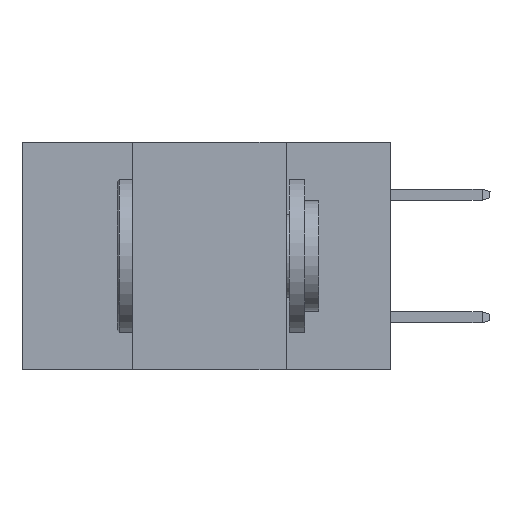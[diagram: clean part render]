
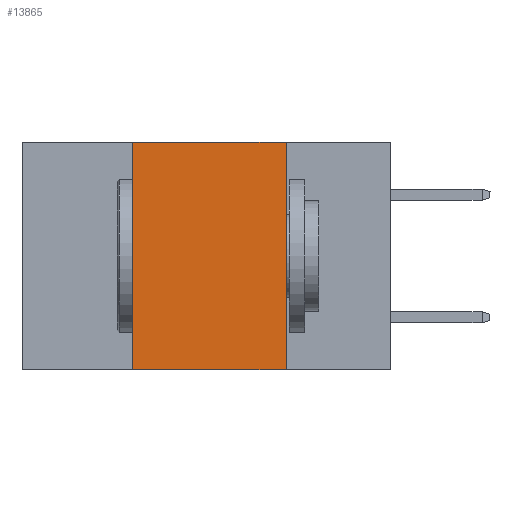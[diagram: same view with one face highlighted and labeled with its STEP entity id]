
A CAD part, left-side view. The second image highlights one B-rep face of the part: STEP entity #13865.
In plain terms, the highlighted planar face has unit normal (-1, 0, 0).
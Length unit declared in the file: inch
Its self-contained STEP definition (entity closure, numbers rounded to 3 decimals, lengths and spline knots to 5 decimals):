
#138 = LINE ( 'NONE', #12173, #15867 ) ;
#344 = VERTEX_POINT ( 'NONE', #17065 ) ;
#1280 = CARTESIAN_POINT ( 'NONE',  ( 0., 0.6, 0. ) ) ;
#2176 = DIRECTION ( 'NONE',  ( 0., -1., 0. ) ) ;
#2583 = VERTEX_POINT ( 'NONE', #10391 ) ;
#3227 = EDGE_CURVE ( 'NONE', #3984, #4973, #138, .T. ) ;
#3755 = EDGE_LOOP ( 'NONE', ( #13444, #13224, #16656, #15639 ) ) ;
#3984 = VERTEX_POINT ( 'NONE', #7350 ) ;
#4127 = DIRECTION ( 'NONE',  ( 0., -1., 0. ) ) ;
#4354 = CARTESIAN_POINT ( 'NONE',  ( 0., 0.6, 0. ) ) ;
#4580 = EDGE_CURVE ( 'NONE', #2583, #344, #12641, .T. ) ;
#4973 = VERTEX_POINT ( 'NONE', #11717 ) ;
#5759 = CARTESIAN_POINT ( 'NONE',  ( 0., 0.42, 0. ) ) ;
#7350 = CARTESIAN_POINT ( 'NONE',  ( 0., 0.17, 0. ) ) ;
#8409 = VECTOR ( 'NONE', #2176, 39.37008 ) ;
#8447 = AXIS2_PLACEMENT_3D ( 'NONE', #1280, #10791, #16249 ) ;
#8885 = CARTESIAN_POINT ( 'NONE',  ( 0., 0.6, -0.37 ) ) ;
#10391 = CARTESIAN_POINT ( 'NONE',  ( 0., 0.42, -0.37 ) ) ;
#10464 = VECTOR ( 'NONE', #4127, 39.37008 ) ;
#10791 = DIRECTION ( 'NONE',  ( 1., 0., 0. ) ) ;
#10852 = FACE_OUTER_BOUND ( 'NONE', #3755, .T. ) ;
#10882 = LINE ( 'NONE', #4354, #10464 ) ;
#11717 = CARTESIAN_POINT ( 'NONE',  ( 0., 0.17, -0.37 ) ) ;
#12173 = CARTESIAN_POINT ( 'NONE',  ( 0., 0.17, 0. ) ) ;
#12641 = LINE ( 'NONE', #5759, #13926 ) ;
#13224 = ORIENTED_EDGE ( 'NONE', *, *, #13280, .F. ) ;
#13280 = EDGE_CURVE ( 'NONE', #344, #3984, #10882, .T. ) ;
#13444 = ORIENTED_EDGE ( 'NONE', *, *, #3227, .F. ) ;
#13450 = DIRECTION ( 'NONE',  ( 0., 0., -1. ) ) ;
#13865 = ADVANCED_FACE ( 'NONE', ( #10852 ), #17545, .F. ) ;
#13926 = VECTOR ( 'NONE', #15227, 39.37008 ) ;
#15227 = DIRECTION ( 'NONE',  ( 0., 0., 1. ) ) ;
#15639 = ORIENTED_EDGE ( 'NONE', *, *, #17174, .T. ) ;
#15867 = VECTOR ( 'NONE', #13450, 39.37008 ) ;
#16249 = DIRECTION ( 'NONE',  ( 0., 0., -1. ) ) ;
#16656 = ORIENTED_EDGE ( 'NONE', *, *, #4580, .F. ) ;
#17065 = CARTESIAN_POINT ( 'NONE',  ( 0., 0.42, 0. ) ) ;
#17174 = EDGE_CURVE ( 'NONE', #2583, #4973, #17537, .T. ) ;
#17537 = LINE ( 'NONE', #8885, #8409 ) ;
#17545 = PLANE ( 'NONE',  #8447 ) ;
